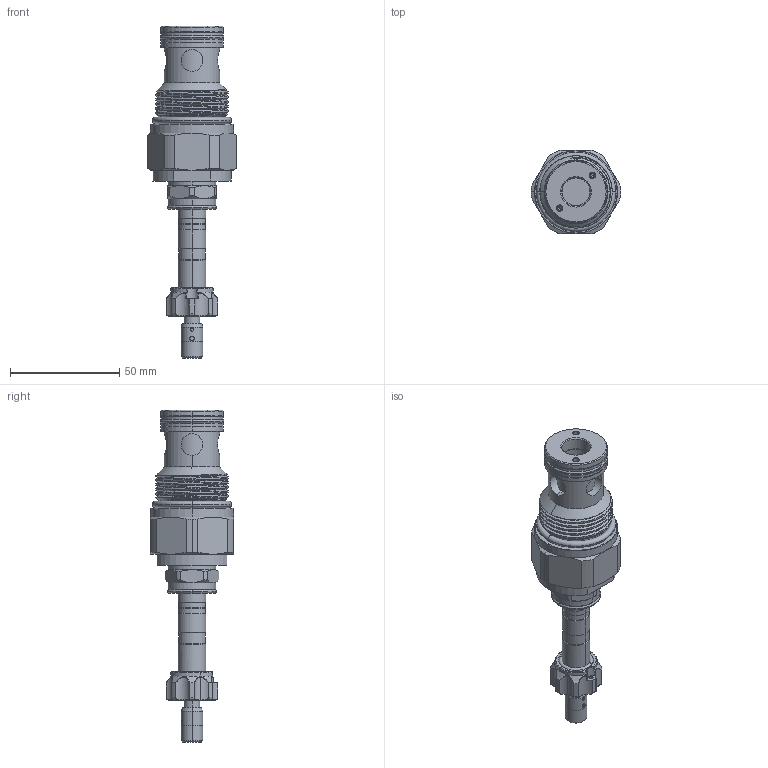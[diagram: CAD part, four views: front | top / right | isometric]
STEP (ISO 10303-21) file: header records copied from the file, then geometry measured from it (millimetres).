
FILE_DESCRIPTION (( 'STEP AP203' ), '1' );
FILE_NAME ('EP16W2A02T95.STEP', '2021-06-02T03:45:20', ( '' ), ( '' ), 'SwSTEP 2.0', 'SolidWorks 2018', '' );
FILE_SCHEMA (( 'CONFIG_CONTROL_DESIGN' ));
Length unit declared in the file: millimetre
Products named in the file (1): EP16W2A02T95
Bounding box: 41.1 x 38 x 151.9 mm (x, y, z)
Volume: 72599.4 mm3; surface area: 19356.6 mm2
Topology: 6 solids, 6 shells, 400 faces, 941 edges, 567 vertices
Faces by surface type: cylinder 183, cone 71, torus 57, plane 51, bspline 38
Entity records: 18458 total; most frequent: CARTESIAN_POINT 9578, ORIENTED_EDGE 1866, DIRECTION 1840, EDGE_CURVE 933, AXIS2_PLACEMENT_3D 785, VERTEX_POINT 567, EDGE_LOOP 434, CIRCLE 422
